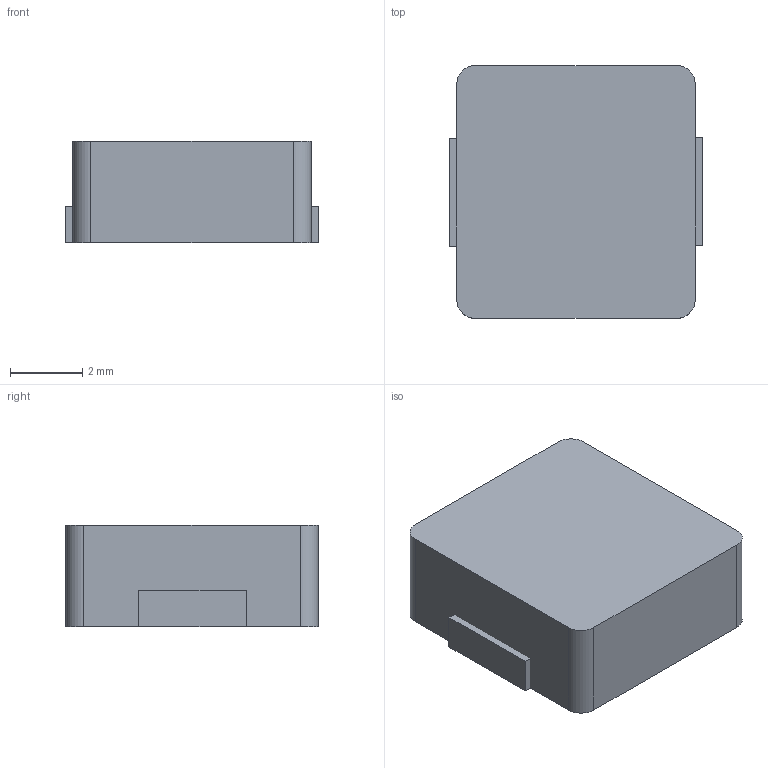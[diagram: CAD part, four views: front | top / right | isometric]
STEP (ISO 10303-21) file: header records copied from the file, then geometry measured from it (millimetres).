
FILE_DESCRIPTION(('FreeCAD Model'),'2;1');
FILE_NAME('Open CASCADE Shape Model','2021-03-20T13:53:34',('Author'),( ''),'Open CASCADE STEP processor 7.4','FreeCAD','Unknown');
FILE_SCHEMA(('AUTOMOTIVE_DESIGN { 1 0 10303 214 1 1 1 1 }'));
Length unit declared in the file: millimetre
Products named in the file (5): Part001; Extrude; Fillet; Extrude001; Rectangle003
Assembly tree (4 placements, depth 2):
  Part001
    Extrude
    Fillet
    Extrude001
    Rectangle003
Bounding box: 6.99 x 7 x 2.8 mm (x, y, z)
Volume: 138.3 mm3; surface area: 207.9 mm2
Topology: 3 solids, 4 shells, 23 faces, 52 edges, 36 vertices
Faces by surface type: plane 19, cylinder 4
Entity records: 840 total; most frequent: CARTESIAN_POINT 116, DIRECTION 116, ORIENTED_EDGE 100, EDGE_CURVE 52, LINE 44, VECTOR 44, AXIS2_PLACEMENT_3D 36, VERTEX_POINT 36
